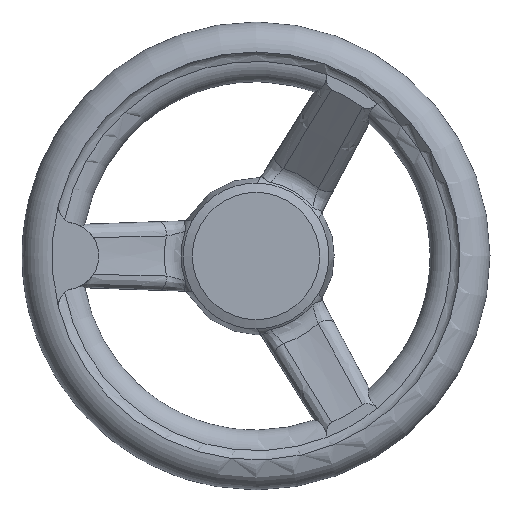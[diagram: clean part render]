
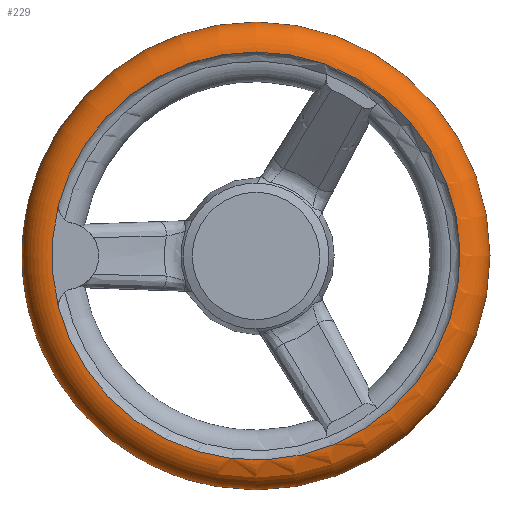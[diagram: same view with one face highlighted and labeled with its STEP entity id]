
A CAD part, left-side view. The second image highlights one B-rep face of the part: STEP entity #229.
In plain terms, the highlighted toroidal (fillet/blend) face has major radius 54.5 mm and minor radius 8 mm.
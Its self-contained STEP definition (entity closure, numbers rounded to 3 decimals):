
#127=FACE_BOUND('',#367,.T.);
#128=FACE_BOUND('',#368,.T.);
#159=TOROIDAL_SURFACE('',#1251,54.5,8.);
#189=CIRCLE('',#1248,54.5);
#190=CIRCLE('',#1249,54.5);
#191=CIRCLE('',#1250,54.5);
#229=ADVANCED_FACE('',(#127,#128),#159,.T.);
#367=EDGE_LOOP('',(#529,#530));
#368=EDGE_LOOP('',(#531));
#529=ORIENTED_EDGE('',*,*,#999,.F.);
#530=ORIENTED_EDGE('',*,*,#1000,.F.);
#531=ORIENTED_EDGE('',*,*,#1001,.T.);
#873=VERTEX_POINT('',#2098);
#874=VERTEX_POINT('',#2099);
#875=VERTEX_POINT('',#2102);
#999=EDGE_CURVE('',#873,#874,#189,.T.);
#1000=EDGE_CURVE('',#874,#873,#190,.T.);
#1001=EDGE_CURVE('',#875,#875,#191,.T.);
#1248=AXIS2_PLACEMENT_3D('',#2097,#1376,#1377);
#1249=AXIS2_PLACEMENT_3D('',#2100,#1378,#1379);
#1250=AXIS2_PLACEMENT_3D('',#2101,#1380,#1381);
#1251=AXIS2_PLACEMENT_3D('',#2103,#1382,#1383);
#1376=DIRECTION('',(-1.,0.,0.));
#1377=DIRECTION('',(0.,0.,1.));
#1378=DIRECTION('',(-1.,0.,0.));
#1379=DIRECTION('',(0.,0.,1.));
#1380=DIRECTION('',(-1.,0.,0.));
#1381=DIRECTION('',(0.,0.,1.));
#1382=DIRECTION('',(-1.,0.,0.));
#1383=DIRECTION('',(0.,0.,1.));
#2097=CARTESIAN_POINT('',(215.743,132.602,0.));
#2098=CARTESIAN_POINT('',(215.743,185.43,13.394));
#2099=CARTESIAN_POINT('',(215.743,185.43,-13.394));
#2100=CARTESIAN_POINT('',(215.743,132.602,0.));
#2101=CARTESIAN_POINT('',(231.743,132.602,0.));
#2102=CARTESIAN_POINT('',(231.743,132.602,54.5));
#2103=CARTESIAN_POINT('',(223.743,132.602,0.));
